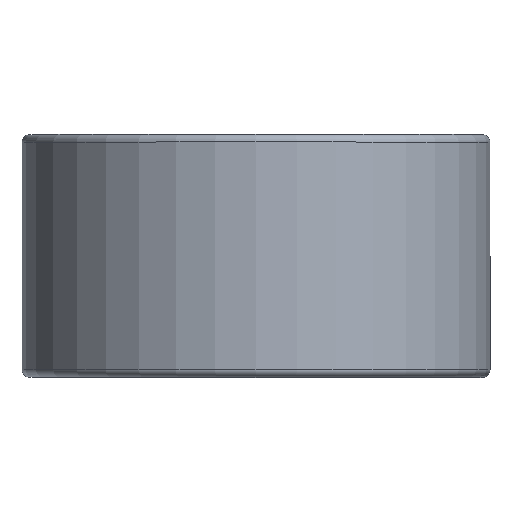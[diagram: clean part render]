
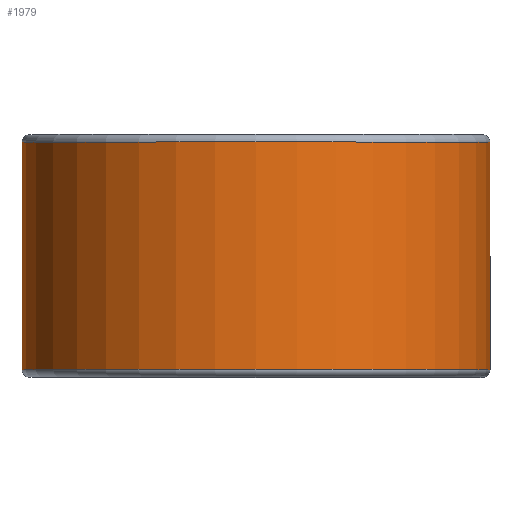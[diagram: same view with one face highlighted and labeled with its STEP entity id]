
A CAD part, top view. The second image highlights one B-rep face of the part: STEP entity #1979.
In plain terms, the highlighted cylindrical face has radius 22.949 mm (diameter 45.898 mm), a partial arc.
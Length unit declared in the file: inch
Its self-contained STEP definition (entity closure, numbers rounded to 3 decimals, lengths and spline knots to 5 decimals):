
#86 = EDGE_CURVE ( 'NONE', #1838, #416, #1136, .T. ) ;
#102 = ORIENTED_EDGE ( 'NONE', *, *, #1801, .F. ) ;
#139 = DIRECTION ( 'NONE',  ( 0., 0., -1. ) ) ;
#345 = CARTESIAN_POINT ( 'NONE',  ( 0.9035, 0.43875, 0. ) ) ;
#364 = EDGE_LOOP ( 'NONE', ( #484, #2094, #1147, #102 ) ) ;
#393 = AXIS2_PLACEMENT_3D ( 'NONE', #2014, #2002, #907 ) ;
#416 = VERTEX_POINT ( 'NONE', #345 ) ;
#452 = CARTESIAN_POINT ( 'NONE',  ( 0.9035, 0.43875, 0. ) ) ;
#460 = DIRECTION ( 'NONE',  ( 0., 1., 0. ) ) ;
#484 = ORIENTED_EDGE ( 'NONE', *, *, #86, .T. ) ;
#655 = CYLINDRICAL_SURFACE ( 'NONE', #393, 0.9035 ) ;
#678 = DIRECTION ( 'NONE',  ( 0., -1., 0. ) ) ;
#705 = LINE ( 'NONE', #837, #2160 ) ;
#787 = CARTESIAN_POINT ( 'NONE',  ( 0., 0.43875, -0.9035 ) ) ;
#837 = CARTESIAN_POINT ( 'NONE',  ( 0., 0.43875, -0.9035 ) ) ;
#845 = FACE_OUTER_BOUND ( 'NONE', #364, .T. ) ;
#866 = CARTESIAN_POINT ( 'NONE',  ( 0., -0.43875, -0.9035 ) ) ;
#907 = DIRECTION ( 'NONE',  ( 0., 0., -1. ) ) ;
#996 = AXIS2_PLACEMENT_3D ( 'NONE', #1769, #678, #1941 ) ;
#1026 = CIRCLE ( 'NONE', #2010, 0.9035 ) ;
#1029 = VERTEX_POINT ( 'NONE', #787 ) ;
#1136 = LINE ( 'NONE', #452, #1963 ) ;
#1147 = ORIENTED_EDGE ( 'NONE', *, *, #1258, .F. ) ;
#1210 = DIRECTION ( 'NONE',  ( 0., -1., 0. ) ) ;
#1258 = EDGE_CURVE ( 'NONE', #2082, #1029, #705, .T. ) ;
#1346 = CIRCLE ( 'NONE', #996, 0.9035 ) ;
#1731 = EDGE_CURVE ( 'NONE', #416, #1029, #1346, .T. ) ;
#1769 = CARTESIAN_POINT ( 'NONE',  ( 0., 0.43875, 0. ) ) ;
#1801 = EDGE_CURVE ( 'NONE', #1838, #2082, #1026, .T. ) ;
#1838 = VERTEX_POINT ( 'NONE', #2159 ) ;
#1941 = DIRECTION ( 'NONE',  ( 0., 0., -1. ) ) ;
#1963 = VECTOR ( 'NONE', #460, 39.37008 ) ;
#1979 = ADVANCED_FACE ( 'NONE', ( #845 ), #655, .T. ) ;
#2002 = DIRECTION ( 'NONE',  ( 0., -1., 0. ) ) ;
#2010 = AXIS2_PLACEMENT_3D ( 'NONE', #2321, #1210, #139 ) ;
#2014 = CARTESIAN_POINT ( 'NONE',  ( 0., 0.4375, 0. ) ) ;
#2082 = VERTEX_POINT ( 'NONE', #866 ) ;
#2094 = ORIENTED_EDGE ( 'NONE', *, *, #1731, .T. ) ;
#2138 = DIRECTION ( 'NONE',  ( 0., 1., 0. ) ) ;
#2159 = CARTESIAN_POINT ( 'NONE',  ( 0.9035, -0.43875, 0. ) ) ;
#2160 = VECTOR ( 'NONE', #2138, 39.37008 ) ;
#2321 = CARTESIAN_POINT ( 'NONE',  ( 0., -0.43875, 0. ) ) ;
